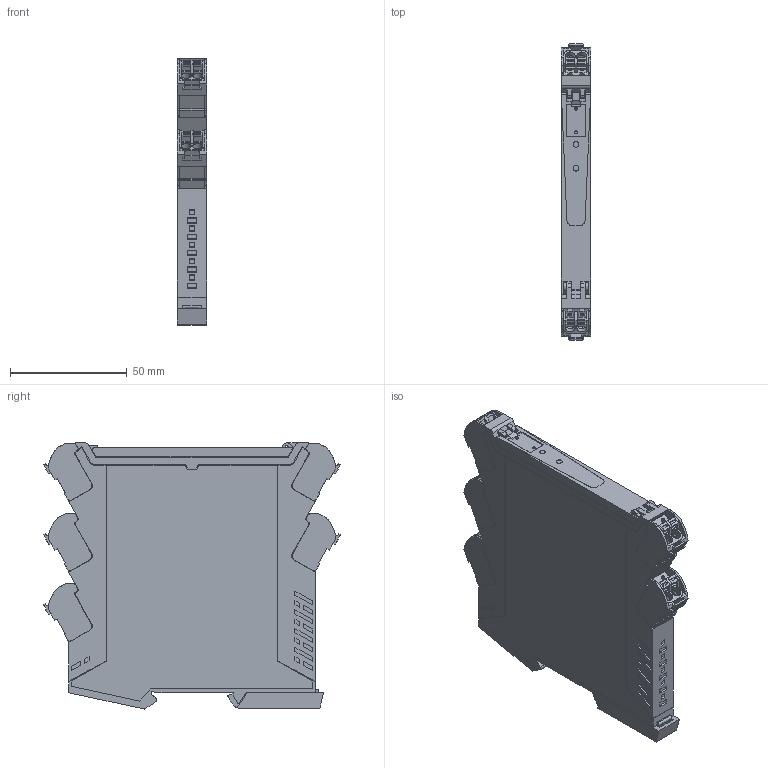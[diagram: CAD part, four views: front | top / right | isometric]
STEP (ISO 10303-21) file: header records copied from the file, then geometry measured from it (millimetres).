
FILE_DESCRIPTION(('CATIA V5 STEP Exchange','CAx-IF Rec.Pracs.--- Model Styling and Organization---1.4--- 2014-01-23'),'2;1');
FILE_NAME ('10715115_4', '2020-04-03T06:42:32+00:00', ('none'), ('Weidmueller'), 'CATIA Version 5-6 Release 2016 SP3 HF44', 'CATIA V5 STEP AP214', 'none');
FILE_SCHEMA(('AUTOMOTIVE_DESIGN { 1 0 10303 214 1 1 1 1 }'));
Products named in the file (1): 2448110000
Bounding box: 12.5 x 127.19 x 114.02 mm (x, y, z)
Volume: 147371.5 mm3; surface area: 50690.9 mm2
Topology: 25 solids, 25 shells, 1736 faces, 5358 edges, 3732 vertices
Faces by surface type: plane 1303, cylinder 262, extrusion 94, cone 55, torus 20, sphere 2
Entity records: 62220 total; most frequent: CARTESIAN_POINT 15265, ORIENTED_EDGE 10716, DIRECTION 7192, EDGE_CURVE 5358, VECTOR 3992, LINE 3898, VERTEX_POINT 3732, AXIS2_PLACEMENT_3D 1956
